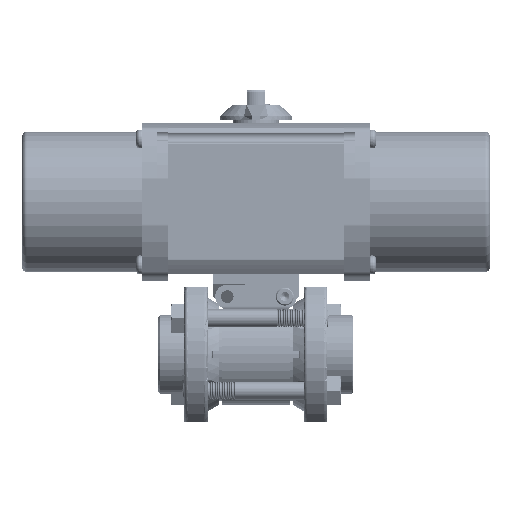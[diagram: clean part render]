
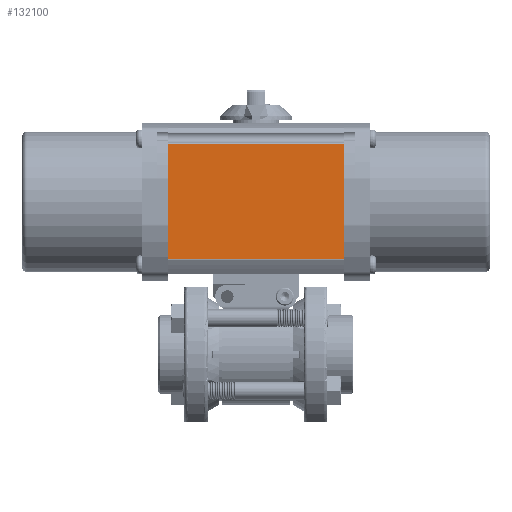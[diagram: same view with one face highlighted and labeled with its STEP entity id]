
A CAD part, top view. The second image highlights one B-rep face of the part: STEP entity #132100.
In plain terms, the highlighted planar face has unit normal (0, 0, 1).
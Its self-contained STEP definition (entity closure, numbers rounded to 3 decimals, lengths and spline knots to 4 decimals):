
#802 = EDGE_LOOP ( 'NONE', ( #6607, #58143, #49804, #133182 ) ) ;
#4770 = FACE_OUTER_BOUND ( 'NONE', #802, .T. ) ;
#6607 = ORIENTED_EDGE ( 'NONE', *, *, #63167, .F. ) ;
#15599 = CARTESIAN_POINT ( 'NONE',  ( 1.5275, 3.6471, 1.17 ) ) ;
#25455 = VERTEX_POINT ( 'NONE', #73185 ) ;
#28422 = VERTEX_POINT ( 'NONE', #115769 ) ;
#34573 = CARTESIAN_POINT ( 'NONE',  ( -5.0403, 3.6471, 1.17 ) ) ;
#42755 = PLANE ( 'NONE',  #52053 ) ;
#46987 = CARTESIAN_POINT ( 'NONE',  ( 1.5275, 3.6544, 1.17 ) ) ;
#48760 = DIRECTION ( 'NONE',  ( -1., 0., 0. ) ) ;
#49804 = ORIENTED_EDGE ( 'NONE', *, *, #95354, .F. ) ;
#52044 = VECTOR ( 'NONE', #60675, 39.3701 ) ;
#52053 = AXIS2_PLACEMENT_3D ( 'NONE', #124571, #138210, #56390 ) ;
#56390 = DIRECTION ( 'NONE',  ( 0., -1., 0. ) ) ;
#58143 = ORIENTED_EDGE ( 'NONE', *, *, #121344, .T. ) ;
#60675 = DIRECTION ( 'NONE',  ( 0., -1., 0. ) ) ;
#63167 = EDGE_CURVE ( 'NONE', #123974, #161358, #160948, .T. ) ;
#67511 = CARTESIAN_POINT ( 'NONE',  ( -5.0403, 1.6529, 1.17 ) ) ;
#68256 = CARTESIAN_POINT ( 'NONE',  ( -1.5275, 3.6544, 1.17 ) ) ;
#73185 = CARTESIAN_POINT ( 'NONE',  ( -1.5275, 1.6529, 1.17 ) ) ;
#95354 = EDGE_CURVE ( 'NONE', #25455, #28422, #110368, .T. ) ;
#103845 = VECTOR ( 'NONE', #48760, 39.3701 ) ;
#109017 = DIRECTION ( 'NONE',  ( 0., 1., 0. ) ) ;
#110368 = LINE ( 'NONE', #68256, #150871 ) ;
#115769 = CARTESIAN_POINT ( 'NONE',  ( -1.5275, 3.6471, 1.17 ) ) ;
#121344 = EDGE_CURVE ( 'NONE', #123974, #28422, #140100, .T. ) ;
#121997 = DIRECTION ( 'NONE',  ( 1., 0., 0. ) ) ;
#123974 = VERTEX_POINT ( 'NONE', #15599 ) ;
#124571 = CARTESIAN_POINT ( 'NONE',  ( -5.0403, 3.6544, 1.17 ) ) ;
#132100 = ADVANCED_FACE ( 'NONE', ( #4770 ), #42755, .F. ) ;
#133182 = ORIENTED_EDGE ( 'NONE', *, *, #155008, .T. ) ;
#136732 = LINE ( 'NONE', #67511, #151626 ) ;
#138210 = DIRECTION ( 'NONE',  ( 0., 0., -1. ) ) ;
#140100 = LINE ( 'NONE', #34573, #103845 ) ;
#150871 = VECTOR ( 'NONE', #109017, 39.3701 ) ;
#151626 = VECTOR ( 'NONE', #121997, 39.3701 ) ;
#155008 = EDGE_CURVE ( 'NONE', #25455, #161358, #136732, .T. ) ;
#160948 = LINE ( 'NONE', #46987, #52044 ) ;
#161358 = VERTEX_POINT ( 'NONE', #165449 ) ;
#165449 = CARTESIAN_POINT ( 'NONE',  ( 1.5275, 1.6529, 1.17 ) ) ;
